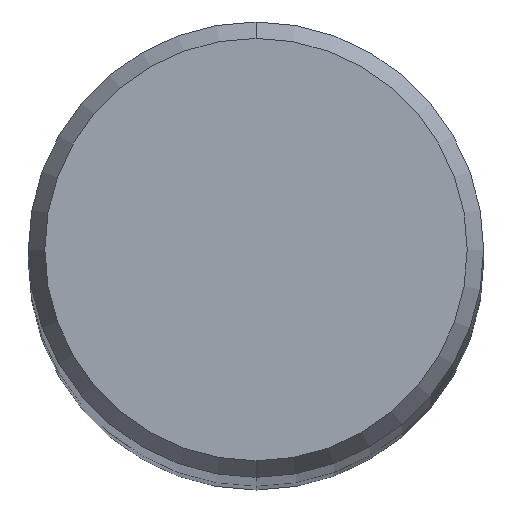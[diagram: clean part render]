
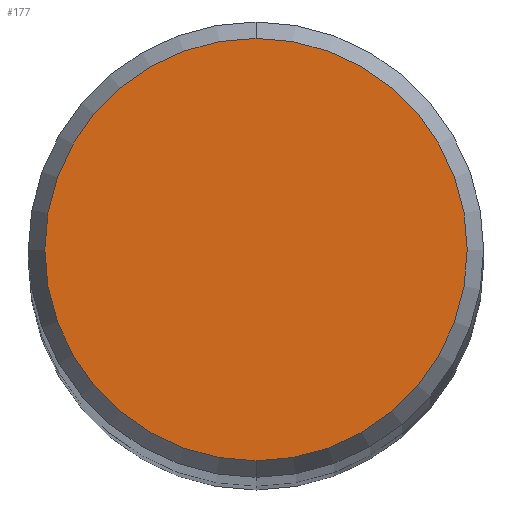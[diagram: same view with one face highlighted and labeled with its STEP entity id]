
A CAD part, top view. The second image highlights one B-rep face of the part: STEP entity #177.
In plain terms, the highlighted planar face has unit normal (0, 0, 1).
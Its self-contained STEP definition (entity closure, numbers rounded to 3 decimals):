
#177=ADVANCED_FACE('',(#430),#431,.T.);
#239=EDGE_CURVE('',#299,#281,#500,.T.);
#249=EDGE_CURVE('',#281,#299,#511,.T.);
#281=VERTEX_POINT('',#547);
#299=VERTEX_POINT('',#567);
#430=FACE_OUTER_BOUND('',#724,.T.);
#431=PLANE('',#725);
#500=CIRCLE('',#856,2.946);
#511=CIRCLE('',#923,2.946);
#547=CARTESIAN_POINT('',(0.0,2.946,0.));
#567=CARTESIAN_POINT('',(0.,-2.946,0.));
#724=EDGE_LOOP('',(#1247,#1248));
#725=AXIS2_PLACEMENT_3D('',#1249,#1250,#1251);
#856=AXIS2_PLACEMENT_3D('',#1326,#1327,#1328);
#923=AXIS2_PLACEMENT_3D('',#1341,#1342,#1343);
#1247=ORIENTED_EDGE('',*,*,#249,.F.);
#1248=ORIENTED_EDGE('',*,*,#239,.F.);
#1249=CARTESIAN_POINT('',(0.0,1.473,0.));
#1250=DIRECTION('',(-0.0,0.0,1.0));
#1251=DIRECTION('',(0.0,-1.0,0.0));
#1326=CARTESIAN_POINT('',(0.0,0.0,0.));
#1327=DIRECTION('',(0.0,0.0,-1.0));
#1328=DIRECTION('',(0.0,1.0,0.0));
#1341=CARTESIAN_POINT('',(0.0,0.0,0.));
#1342=DIRECTION('',(0.0,0.0,-1.0));
#1343=DIRECTION('',(0.0,1.0,0.0));
